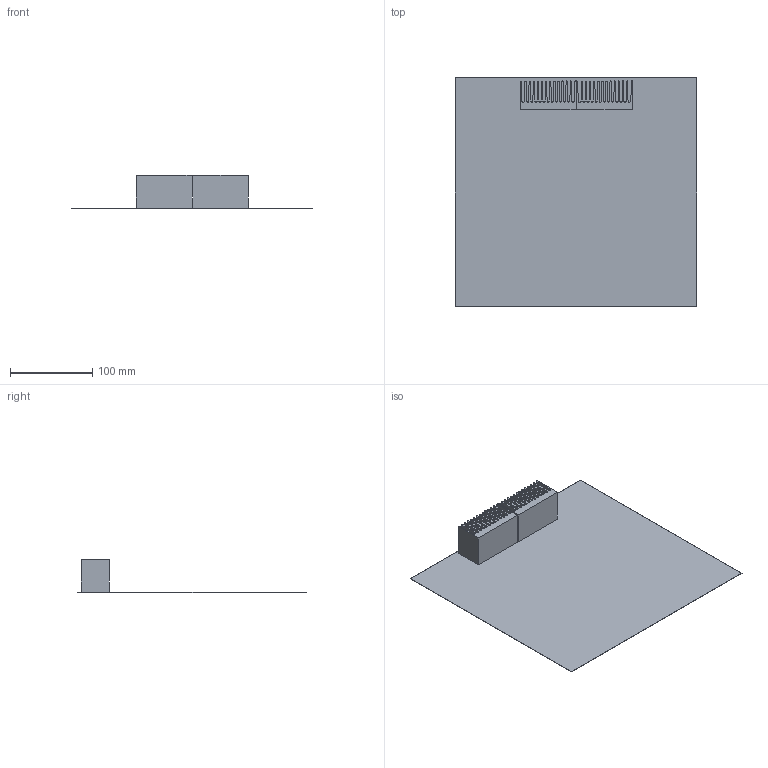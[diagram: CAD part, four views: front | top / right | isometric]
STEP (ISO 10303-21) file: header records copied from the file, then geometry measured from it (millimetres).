
FILE_DESCRIPTION(('Open CASCADE Model'),'2;1');
FILE_NAME('Open CASCADE Shape Model','2024-11-19T13:23:53',('Author'),( 'Open CASCADE'),'Open CASCADE STEP processor 7.5','Open CASCADE 7.5' ,'Unknown');
FILE_SCHEMA(('AUTOMOTIVE_DESIGN { 1 0 10303 214 1 1 1 1 }'));
Length unit declared in the file: millimetre
Products named in the file (7): PCB; Board; Open CASCADE STEP translator 7.5 6.1.1; HS2; 6253994784; Extruded; HS1
Assembly tree (7 placements, depth 4):
  PCB
    Board
      Open CASCADE STEP translator 7.5 6.1.1
    HS2
      6253994784
        Extruded
    HS1
      6253994784
        Extruded
Bounding box: 292.86 x 276.73 x 40.41 mm (x, y, z)
Volume: 135318.6 mm3; surface area: 234706.9 mm2
Topology: 3 solids, 3 shells, 1084 faces, 3234 edges, 2156 vertices
Faces by surface type: plane 1084
Entity records: 18043 total; most frequent: CARTESIAN_POINT 3258, ORIENTED_EDGE 3246, DIRECTION 2729, EDGE_CURVE 1623, LINE 1623, VECTOR 1623, VERTEX_POINT 1082, AXIS2_PLACEMENT_3D 553
